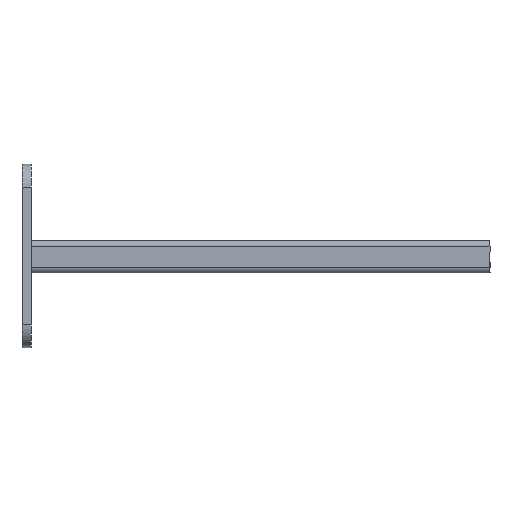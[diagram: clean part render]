
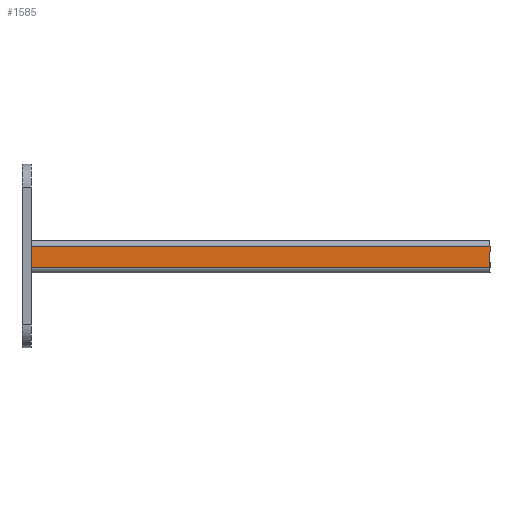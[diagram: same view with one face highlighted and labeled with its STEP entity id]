
A CAD part, left-side view. The second image highlights one B-rep face of the part: STEP entity #1585.
In plain terms, the highlighted planar face has unit normal (-1, 0, 0).
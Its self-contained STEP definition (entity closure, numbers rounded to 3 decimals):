
#234 = DIRECTION ( 'NONE',  ( 0., 0., -1. ) ) ;
#237 = CARTESIAN_POINT ( 'NONE',  ( -20.5, -150., -21. ) ) ;
#396 = DIRECTION ( 'NONE',  ( 0., 1., 0. ) ) ;
#442 = DIRECTION ( 'NONE',  ( 0., 1., 0. ) ) ;
#446 = CARTESIAN_POINT ( 'NONE',  ( -20.5, -1500., -3.5 ) ) ;
#492 = CARTESIAN_POINT ( 'NONE',  ( -20.5, 150., -17.5 ) ) ;
#526 = DIRECTION ( 'NONE',  ( 0., 0., 1. ) ) ;
#536 = CARTESIAN_POINT ( 'NONE',  ( -20.5, 150., -21. ) ) ;
#567 = CARTESIAN_POINT ( 'NONE',  ( -20.5, 150., -3.5 ) ) ;
#573 = CARTESIAN_POINT ( 'NONE',  ( -20.5, -150., -3.5 ) ) ;
#577 = CARTESIAN_POINT ( 'NONE',  ( -20.5, -150., -17.5 ) ) ;
#647 = CARTESIAN_POINT ( 'NONE',  ( -20.5, -1500., -17.5 ) ) ;
#659 = LINE ( 'NONE', #446, #724 ) ;
#724 = VECTOR ( 'NONE', #442, 1000. ) ;
#732 = VECTOR ( 'NONE', #234, 1000. ) ;
#878 = LINE ( 'NONE', #237, #732 ) ;
#1029 = EDGE_LOOP ( 'NONE', ( #1231, #1232, #1233, #1230 ) ) ;
#1230 = ORIENTED_EDGE ( 'NONE', *, *, #3015, .F. ) ;
#1231 = ORIENTED_EDGE ( 'NONE', *, *, #2848, .T. ) ;
#1232 = ORIENTED_EDGE ( 'NONE', *, *, #2825, .F. ) ;
#1233 = ORIENTED_EDGE ( 'NONE', *, *, #2798, .F. ) ;
#1392 = AXIS2_PLACEMENT_3D ( 'NONE', #1630, #1619, #1618 ) ;
#1585 = ADVANCED_FACE ( 'NONE', ( #2661 ), #1623, .T. ) ;
#1618 = DIRECTION ( 'NONE',  ( 0., 0., 1. ) ) ;
#1619 = DIRECTION ( 'NONE',  ( -1., 0., 0. ) ) ;
#1623 = PLANE ( 'NONE',  #1392 ) ;
#1630 = CARTESIAN_POINT ( 'NONE',  ( -20.5, -1500., -17.5 ) ) ;
#2549 = VECTOR ( 'NONE', #526, 1000. ) ;
#2574 = VECTOR ( 'NONE', #396, 1000. ) ;
#2576 = LINE ( 'NONE', #647, #2574 ) ;
#2631 = LINE ( 'NONE', #536, #2549 ) ;
#2661 = FACE_OUTER_BOUND ( 'NONE', #1029, .T. ) ;
#2710 = VERTEX_POINT ( 'NONE', #577 ) ;
#2713 = VERTEX_POINT ( 'NONE', #573 ) ;
#2716 = VERTEX_POINT ( 'NONE', #567 ) ;
#2751 = VERTEX_POINT ( 'NONE', #492 ) ;
#2798 = EDGE_CURVE ( 'NONE', #2710, #2751, #2576, .T. ) ;
#2825 = EDGE_CURVE ( 'NONE', #2751, #2716, #2631, .T. ) ;
#2848 = EDGE_CURVE ( 'NONE', #2713, #2716, #659, .T. ) ;
#3015 = EDGE_CURVE ( 'NONE', #2713, #2710, #878, .T. ) ;
